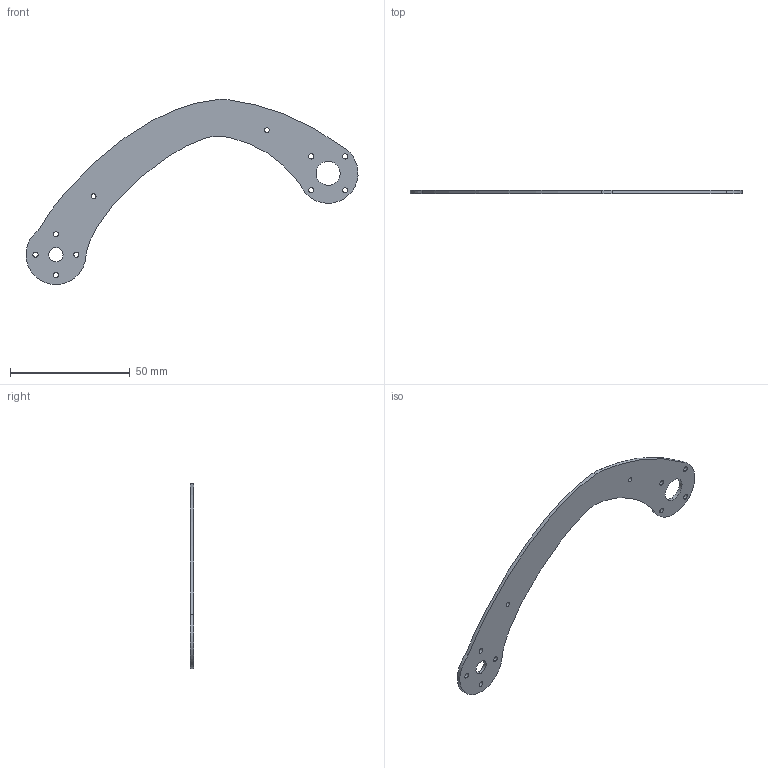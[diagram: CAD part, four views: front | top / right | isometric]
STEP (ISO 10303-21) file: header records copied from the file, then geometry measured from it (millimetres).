
FILE_DESCRIPTION (( 'STEP AP214' ), '1' );
FILE_NAME ('Morphex Arm Dec 24 HGR.STEP', '2024-12-14T16:34:10', ( '' ), ( '' ), 'SwSTEP 2.0', 'SolidWorks 2024', '' );
FILE_SCHEMA (( 'AUTOMOTIVE_DESIGN' ));
Length unit declared in the file: millimetre
Products named in the file (1): Morphex Arm Dec 24 HGR
Bounding box: 138.51 x 1.5 x 77.29 mm (x, y, z)
Volume: 4471.6 mm3; surface area: 6692.9 mm2
Topology: 1 solids, 1 shells, 36 faces, 102 edges, 68 vertices
Faces by surface type: cylinder 30, bspline 4, plane 2
Entity records: 1293 total; most frequent: CARTESIAN_POINT 251, DIRECTION 220, ORIENTED_EDGE 204, EDGE_CURVE 102, AXIS2_PLACEMENT_3D 93, VERTEX_POINT 68, CIRCLE 60, EDGE_LOOP 60
